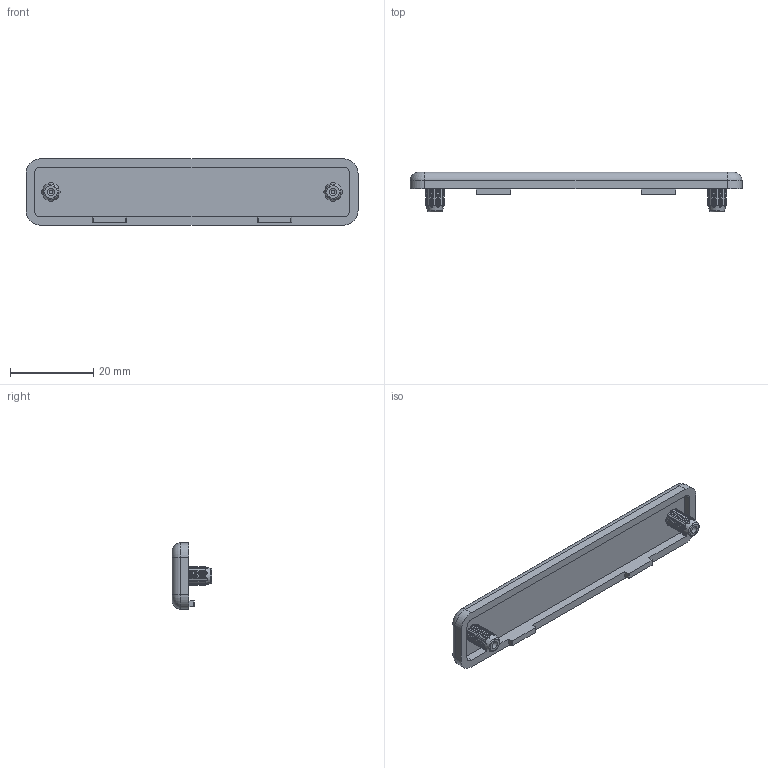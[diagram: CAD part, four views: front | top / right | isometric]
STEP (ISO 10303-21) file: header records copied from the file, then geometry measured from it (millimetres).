
FILE_DESCRIPTION(/* description */ ('STEP AP214'),/* implementation_level */ '2;1');
FILE_NAME(/* name */ '091078(high)',/* time_stamp */ '2025-09-24T13:17:48+02:00',/* author */ ('License CC BY-ND 4.0'),/* organization */ ('CADENAS'),/* preprocessor_version */ 'ST-DEVELOPER v19.3',/* originating_system */ 'PARTsolutions',/* authorisation */ ' ');
FILE_SCHEMA (('AUTOMOTIVE_DESIGN {1 0 10303 214 3 1 1}'));
Length unit declared in the file: millimetre
Products named in the file (1): 091078(high)
Bounding box: 80 x 9.5 x 16 mm (x, y, z)
Volume: 3299 mm3; surface area: 3797.7 mm2
Topology: 1 solids, 1 shells, 163 faces, 456 edges, 300 vertices
Faces by surface type: cylinder 80, plane 55, torus 24, cone 4
Entity records: 5388 total; most frequent: CARTESIAN_POINT 1292, ORIENTED_EDGE 892, DIRECTION 804, EDGE_CURVE 446, AXIS2_PLACEMENT_3D 306, VERTEX_POINT 298, LINE 192, VECTOR 192
